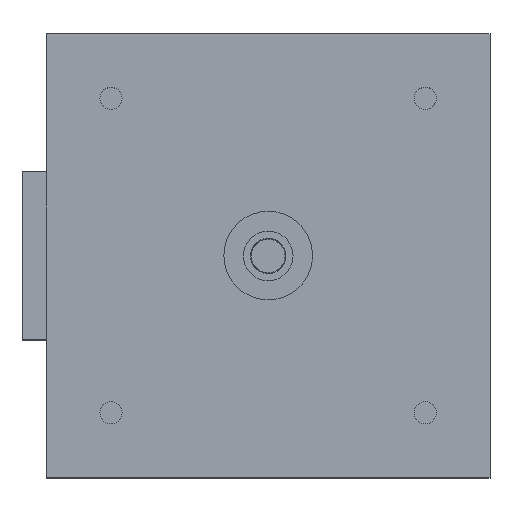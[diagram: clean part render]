
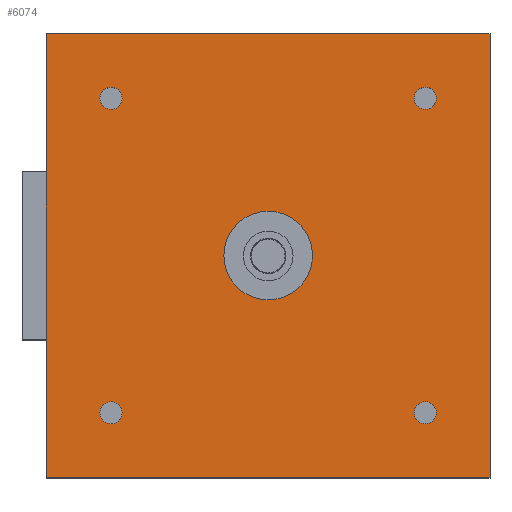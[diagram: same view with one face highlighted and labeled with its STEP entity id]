
A CAD part, top view. The second image highlights one B-rep face of the part: STEP entity #6074.
In plain terms, the highlighted planar face has unit normal (0, 0, 1).
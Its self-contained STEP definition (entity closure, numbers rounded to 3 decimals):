
#102=FACE_BOUND('',#919,.T.);
#103=FACE_BOUND('',#920,.T.);
#104=FACE_BOUND('',#921,.T.);
#105=FACE_BOUND('',#922,.T.);
#106=FACE_BOUND('',#923,.T.);
#279=PLANE('',#6494);
#539=FACE_OUTER_BOUND('',#918,.T.);
#918=EDGE_LOOP('',(#4375,#4376,#4377,#4378));
#919=EDGE_LOOP('',(#4379));
#920=EDGE_LOOP('',(#4380));
#921=EDGE_LOOP('',(#4381));
#922=EDGE_LOOP('',(#4382));
#923=EDGE_LOOP('',(#4383));
#1460=LINE('',#8940,#2058);
#1480=LINE('',#8996,#2078);
#1482=LINE('',#8999,#2080);
#1483=LINE('',#9001,#2081);
#2058=VECTOR('',#7120,10.);
#2078=VECTOR('',#7176,10.);
#2080=VECTOR('',#7180,10.);
#2081=VECTOR('',#7183,10.);
#2627=CIRCLE('',#6464,10.);
#2629=CIRCLE('',#6475,2.5);
#2631=CIRCLE('',#6478,2.5);
#2633=CIRCLE('',#6481,2.5);
#2635=CIRCLE('',#6484,2.5);
#2858=VERTEX_POINT('',#8877);
#2880=VERTEX_POINT('',#8937);
#2881=VERTEX_POINT('',#8939);
#2886=VERTEX_POINT('',#8951);
#2888=VERTEX_POINT('',#8957);
#2890=VERTEX_POINT('',#8963);
#2892=VERTEX_POINT('',#8969);
#2898=VERTEX_POINT('',#8993);
#2899=VERTEX_POINT('',#8995);
#3419=EDGE_CURVE('',#2858,#2858,#2627,.T.);
#3450=EDGE_CURVE('',#2881,#2880,#1460,.T.);
#3456=EDGE_CURVE('',#2886,#2886,#2629,.T.);
#3459=EDGE_CURVE('',#2888,#2888,#2631,.T.);
#3462=EDGE_CURVE('',#2890,#2890,#2633,.T.);
#3465=EDGE_CURVE('',#2892,#2892,#2635,.T.);
#3478=EDGE_CURVE('',#2899,#2898,#1480,.T.);
#3480=EDGE_CURVE('',#2898,#2881,#1482,.T.);
#3481=EDGE_CURVE('',#2880,#2899,#1483,.T.);
#4375=ORIENTED_EDGE('',*,*,#3481,.T.);
#4376=ORIENTED_EDGE('',*,*,#3478,.T.);
#4377=ORIENTED_EDGE('',*,*,#3480,.T.);
#4378=ORIENTED_EDGE('',*,*,#3450,.T.);
#4379=ORIENTED_EDGE('',*,*,#3419,.T.);
#4380=ORIENTED_EDGE('',*,*,#3456,.T.);
#4381=ORIENTED_EDGE('',*,*,#3459,.T.);
#4382=ORIENTED_EDGE('',*,*,#3462,.T.);
#4383=ORIENTED_EDGE('',*,*,#3465,.T.);
#6074=ADVANCED_FACE('',(#539,#102,#103,#104,#105,#106),#279,.T.);
#6464=AXIS2_PLACEMENT_3D('',#8878,#7071,#7072);
#6475=AXIS2_PLACEMENT_3D('',#8952,#7128,#7129);
#6478=AXIS2_PLACEMENT_3D('',#8958,#7135,#7136);
#6481=AXIS2_PLACEMENT_3D('',#8964,#7142,#7143);
#6484=AXIS2_PLACEMENT_3D('',#8970,#7149,#7150);
#6494=AXIS2_PLACEMENT_3D('',#9002,#7184,#7185);
#7071=DIRECTION('center_axis',(0.,0.,-1.));
#7072=DIRECTION('ref_axis',(-1.,0.,0.));
#7120=DIRECTION('',(0.,-1.,0.));
#7128=DIRECTION('center_axis',(0.,0.,-1.));
#7129=DIRECTION('ref_axis',(-1.,0.,0.));
#7135=DIRECTION('center_axis',(0.,0.,-1.));
#7136=DIRECTION('ref_axis',(-1.,0.,0.));
#7142=DIRECTION('center_axis',(0.,0.,-1.));
#7143=DIRECTION('ref_axis',(-1.,0.,0.));
#7149=DIRECTION('center_axis',(0.,0.,-1.));
#7150=DIRECTION('ref_axis',(-1.,0.,0.));
#7176=DIRECTION('',(0.,1.,0.));
#7180=DIRECTION('',(-1.,0.,0.));
#7183=DIRECTION('',(1.,0.,0.));
#7184=DIRECTION('center_axis',(0.,0.,1.));
#7185=DIRECTION('ref_axis',(-1.,0.,0.));
#8877=CARTESIAN_POINT('',(10.,0.,112.));
#8878=CARTESIAN_POINT('Origin',(0.,0.,112.));
#8937=CARTESIAN_POINT('',(-50.,-50.,112.));
#8939=CARTESIAN_POINT('',(-50.,50.,112.));
#8940=CARTESIAN_POINT('',(-50.,50.,112.));
#8951=CARTESIAN_POINT('',(37.929,35.429,112.));
#8952=CARTESIAN_POINT('Origin',(35.429,35.429,112.));
#8957=CARTESIAN_POINT('',(37.929,-35.429,112.));
#8958=CARTESIAN_POINT('Origin',(35.429,-35.429,112.));
#8963=CARTESIAN_POINT('',(-32.929,35.429,112.));
#8964=CARTESIAN_POINT('Origin',(-35.429,35.429,112.));
#8969=CARTESIAN_POINT('',(-32.929,-35.429,112.));
#8970=CARTESIAN_POINT('Origin',(-35.429,-35.429,112.));
#8993=CARTESIAN_POINT('',(50.,50.,112.));
#8995=CARTESIAN_POINT('',(50.,-50.,112.));
#8996=CARTESIAN_POINT('',(50.,-50.,112.));
#8999=CARTESIAN_POINT('',(50.,50.,112.));
#9001=CARTESIAN_POINT('',(-50.,-50.,112.));
#9002=CARTESIAN_POINT('Origin',(0.,0.,112.));
